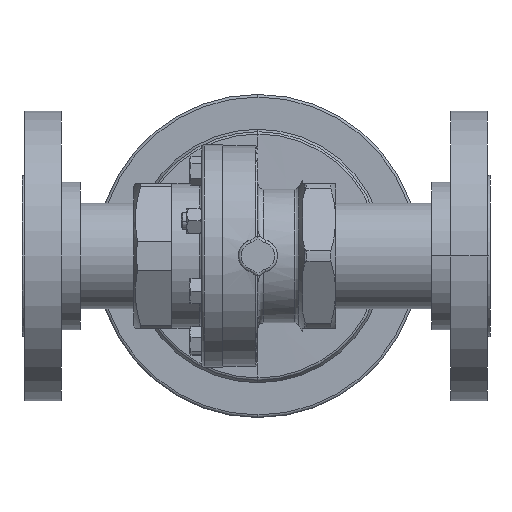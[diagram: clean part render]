
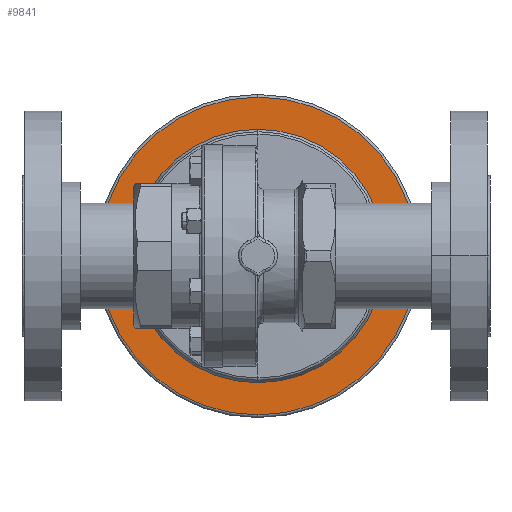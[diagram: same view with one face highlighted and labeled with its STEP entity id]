
A CAD part, front view. The second image highlights one B-rep face of the part: STEP entity #9841.
In plain terms, the highlighted planar face has unit normal (0, -1, 0).
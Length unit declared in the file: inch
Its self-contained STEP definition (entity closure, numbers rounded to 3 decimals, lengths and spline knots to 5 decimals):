
#530 = DIRECTION ( 'NONE',  ( 0., 0., -1. ) ) ;
#550 = DIRECTION ( 'NONE',  ( 0., 0., -1. ) ) ;
#835 = DIRECTION ( 'NONE',  ( 0., -1., 0. ) ) ;
#2271 = EDGE_LOOP ( 'NONE', ( #10310, #5724 ) ) ;
#2577 = CIRCLE ( 'NONE', #19688, 2.8435 ) ;
#3676 = CARTESIAN_POINT ( 'NONE',  ( 0., 2.83, 0. ) ) ;
#3694 = CARTESIAN_POINT ( 'NONE',  ( 0., 2.83, 0. ) ) ;
#4808 = AXIS2_PLACEMENT_3D ( 'NONE', #27761, #18029, #5487 ) ;
#5487 = DIRECTION ( 'NONE',  ( 0., 0., -1. ) ) ;
#5724 = ORIENTED_EDGE ( 'NONE', *, *, #38555, .T. ) ;
#9114 = DIRECTION ( 'NONE',  ( 0., 0., -1. ) ) ;
#9302 = CIRCLE ( 'NONE', #32535, 3.565 ) ;
#9841 = ADVANCED_FACE ( 'NONE', ( #19786, #16783 ), #28141, .T. ) ;
#10310 = ORIENTED_EDGE ( 'NONE', *, *, #16332, .T. ) ;
#12207 = EDGE_CURVE ( 'NONE', #40859, #37667, #2577, .T. ) ;
#14176 = DIRECTION ( 'NONE',  ( 0., -1., 0. ) ) ;
#16332 = EDGE_CURVE ( 'NONE', #40066, #32976, #32157, .T. ) ;
#16783 = FACE_BOUND ( 'NONE', #40792, .T. ) ;
#17116 = DIRECTION ( 'NONE',  ( 0., 0., -1. ) ) ;
#18029 = DIRECTION ( 'NONE',  ( 0., -1., 0. ) ) ;
#18544 = CARTESIAN_POINT ( 'NONE',  ( 2.8435, 2.83, 0. ) ) ;
#19631 = DIRECTION ( 'NONE',  ( 0., -1., 0. ) ) ;
#19688 = AXIS2_PLACEMENT_3D ( 'NONE', #26573, #14176, #17116 ) ;
#19786 = FACE_OUTER_BOUND ( 'NONE', #2271, .T. ) ;
#21949 = ORIENTED_EDGE ( 'NONE', *, *, #12207, .F. ) ;
#24858 = CIRCLE ( 'NONE', #4808, 2.8435 ) ;
#24937 = AXIS2_PLACEMENT_3D ( 'NONE', #3676, #835, #530 ) ;
#26573 = CARTESIAN_POINT ( 'NONE',  ( 0., 2.83, 0. ) ) ;
#26687 = AXIS2_PLACEMENT_3D ( 'NONE', #18544, #28422, #9114 ) ;
#27761 = CARTESIAN_POINT ( 'NONE',  ( 0., 2.83, 0. ) ) ;
#28141 = PLANE ( 'NONE',  #26687 ) ;
#28422 = DIRECTION ( 'NONE',  ( 0., -1., 0. ) ) ;
#28530 = CARTESIAN_POINT ( 'NONE',  ( 0., 2.83, 3.565 ) ) ;
#32157 = CIRCLE ( 'NONE', #24937, 3.565 ) ;
#32535 = AXIS2_PLACEMENT_3D ( 'NONE', #3694, #19631, #550 ) ;
#32976 = VERTEX_POINT ( 'NONE', #28530 ) ;
#33768 = CARTESIAN_POINT ( 'NONE',  ( 0., 2.83, -3.565 ) ) ;
#35611 = CARTESIAN_POINT ( 'NONE',  ( 0., 2.83, -2.8435 ) ) ;
#36256 = CARTESIAN_POINT ( 'NONE',  ( 0., 2.83, 2.8435 ) ) ;
#37667 = VERTEX_POINT ( 'NONE', #36256 ) ;
#38555 = EDGE_CURVE ( 'NONE', #32976, #40066, #9302, .T. ) ;
#40066 = VERTEX_POINT ( 'NONE', #33768 ) ;
#40067 = ORIENTED_EDGE ( 'NONE', *, *, #40644, .F. ) ;
#40644 = EDGE_CURVE ( 'NONE', #37667, #40859, #24858, .T. ) ;
#40792 = EDGE_LOOP ( 'NONE', ( #40067, #21949 ) ) ;
#40859 = VERTEX_POINT ( 'NONE', #35611 ) ;
